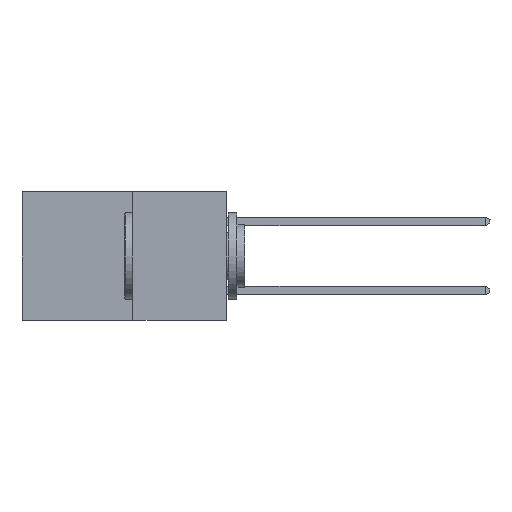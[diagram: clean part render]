
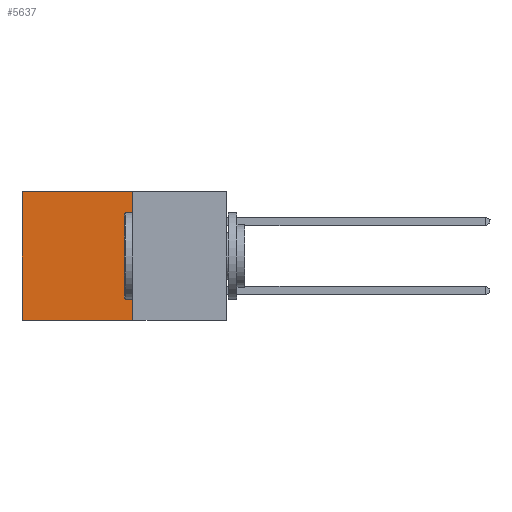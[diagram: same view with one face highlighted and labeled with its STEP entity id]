
A CAD part, left-side view. The second image highlights one B-rep face of the part: STEP entity #5637.
In plain terms, the highlighted planar face has unit normal (-1, 0, 0).
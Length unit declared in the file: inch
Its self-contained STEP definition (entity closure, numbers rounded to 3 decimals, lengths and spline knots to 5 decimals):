
#70 = LINE ( 'NONE', #4719, #21274 ) ;
#1775 = VERTEX_POINT ( 'NONE', #12878 ) ;
#2101 = CARTESIAN_POINT ( 'NONE',  ( 0.277, 0.59, 0. ) ) ;
#3722 = VERTEX_POINT ( 'NONE', #7011 ) ;
#3783 = DIRECTION ( 'NONE',  ( 0., 1., 0. ) ) ;
#4293 = DIRECTION ( 'NONE',  ( 0., 0., -1. ) ) ;
#4719 = CARTESIAN_POINT ( 'NONE',  ( 0.277, 0.27, -0.37 ) ) ;
#5611 = EDGE_CURVE ( 'NONE', #24829, #20093, #24351, .T. ) ;
#5637 = ADVANCED_FACE ( 'NONE', ( #13899 ), #8157, .F. ) ;
#5663 = DIRECTION ( 'NONE',  ( 0., 0., -1. ) ) ;
#5744 = EDGE_CURVE ( 'NONE', #24829, #3722, #70, .T. ) ;
#7011 = CARTESIAN_POINT ( 'NONE',  ( 0.277, 0.27, -0.37 ) ) ;
#7976 = DIRECTION ( 'NONE',  ( 0., 0., -1. ) ) ;
#8037 = DIRECTION ( 'NONE',  ( 1., 0., 0. ) ) ;
#8157 = PLANE ( 'NONE',  #9558 ) ;
#8370 = VECTOR ( 'NONE', #9460, 39.37008 ) ;
#8703 = CARTESIAN_POINT ( 'NONE',  ( 0.277, 0.27, -0.37 ) ) ;
#9031 = CARTESIAN_POINT ( 'NONE',  ( 0.277, 0.27, 0. ) ) ;
#9460 = DIRECTION ( 'NONE',  ( 0., 1., 0. ) ) ;
#9558 = AXIS2_PLACEMENT_3D ( 'NONE', #8703, #8037, #7976 ) ;
#10116 = EDGE_LOOP ( 'NONE', ( #11564, #19854, #21507, #14438 ) ) ;
#11564 = ORIENTED_EDGE ( 'NONE', *, *, #12081, .T. ) ;
#11899 = CARTESIAN_POINT ( 'NONE',  ( 0.277, 0.59, -0.37 ) ) ;
#12081 = EDGE_CURVE ( 'NONE', #20093, #1775, #21600, .T. ) ;
#12878 = CARTESIAN_POINT ( 'NONE',  ( 0.277, 0.59, -0.37 ) ) ;
#13899 = FACE_OUTER_BOUND ( 'NONE', #10116, .T. ) ;
#13920 = LINE ( 'NONE', #18214, #23762 ) ;
#14438 = ORIENTED_EDGE ( 'NONE', *, *, #5611, .T. ) ;
#18214 = CARTESIAN_POINT ( 'NONE',  ( 0.277, 0.27, -0.37 ) ) ;
#19854 = ORIENTED_EDGE ( 'NONE', *, *, #23029, .F. ) ;
#20093 = VERTEX_POINT ( 'NONE', #2101 ) ;
#21274 = VECTOR ( 'NONE', #4293, 39.37008 ) ;
#21507 = ORIENTED_EDGE ( 'NONE', *, *, #5744, .F. ) ;
#21600 = LINE ( 'NONE', #11899, #26207 ) ;
#23029 = EDGE_CURVE ( 'NONE', #3722, #1775, #13920, .T. ) ;
#23146 = CARTESIAN_POINT ( 'NONE',  ( 0.277, 0.27, 0. ) ) ;
#23762 = VECTOR ( 'NONE', #3783, 39.37008 ) ;
#24351 = LINE ( 'NONE', #9031, #8370 ) ;
#24829 = VERTEX_POINT ( 'NONE', #23146 ) ;
#26207 = VECTOR ( 'NONE', #5663, 39.37008 ) ;
